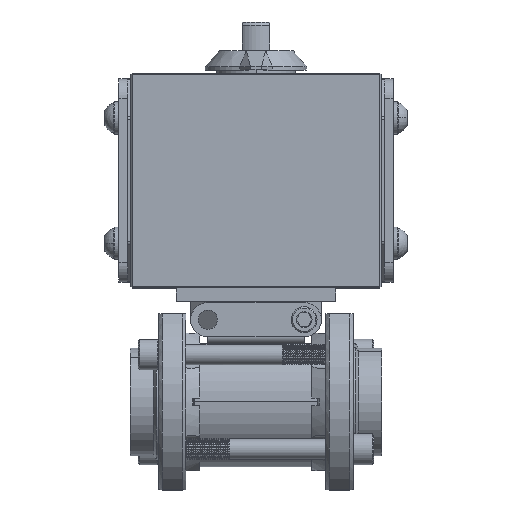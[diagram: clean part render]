
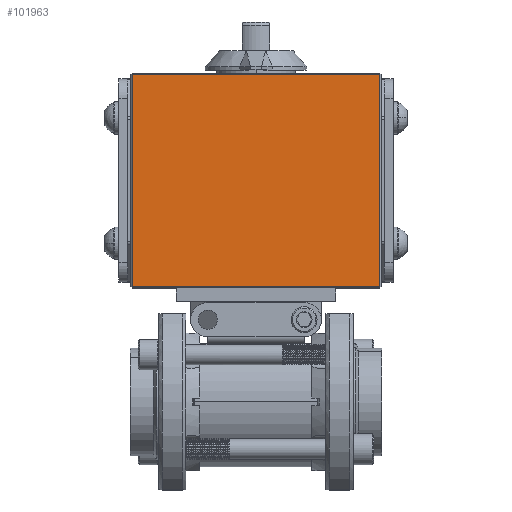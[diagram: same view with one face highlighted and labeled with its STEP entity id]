
A CAD part, top view. The second image highlights one B-rep face of the part: STEP entity #101963.
In plain terms, the highlighted planar face has unit normal (0, 0, 1).
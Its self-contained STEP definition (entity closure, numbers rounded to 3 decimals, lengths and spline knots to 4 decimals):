
#1940 = DIRECTION ( 'NONE',  ( -1., 0., 0. ) ) ;
#2924 = VECTOR ( 'NONE', #24751, 39.3701 ) ;
#5400 = LINE ( 'NONE', #64272, #2924 ) ;
#7182 = LINE ( 'NONE', #76920, #25761 ) ;
#14643 = LINE ( 'NONE', #17821, #56894 ) ;
#17821 = CARTESIAN_POINT ( 'NONE',  ( -2.275, 5.954, 1.55 ) ) ;
#18399 = VERTEX_POINT ( 'NONE', #34082 ) ;
#22858 = CARTESIAN_POINT ( 'NONE',  ( -2.255, 2.094, 1.55 ) ) ;
#24751 = DIRECTION ( 'NONE',  ( 0., 1., 0. ) ) ;
#25426 = ORIENTED_EDGE ( 'NONE', *, *, #99489, .T. ) ;
#25761 = VECTOR ( 'NONE', #29361, 39.3701 ) ;
#29006 = PLANE ( 'NONE',  #75604 ) ;
#29361 = DIRECTION ( 'NONE',  ( 1., 0., 0. ) ) ;
#34082 = CARTESIAN_POINT ( 'NONE',  ( -2.255, 5.954, 1.55 ) ) ;
#38937 = EDGE_LOOP ( 'NONE', ( #25426, #59739, #53557, #46034 ) ) ;
#45430 = DIRECTION ( 'NONE',  ( 0., -1., 0. ) ) ;
#46034 = ORIENTED_EDGE ( 'NONE', *, *, #74544, .T. ) ;
#49992 = VECTOR ( 'NONE', #45430, 39.3701 ) ;
#52489 = LINE ( 'NONE', #77008, #49992 ) ;
#53557 = ORIENTED_EDGE ( 'NONE', *, *, #86864, .T. ) ;
#56894 = VECTOR ( 'NONE', #1940, 39.3701 ) ;
#57149 = FACE_OUTER_BOUND ( 'NONE', #38937, .T. ) ;
#59739 = ORIENTED_EDGE ( 'NONE', *, *, #92503, .T. ) ;
#60596 = DIRECTION ( 'NONE',  ( 0., 0., -1. ) ) ;
#64272 = CARTESIAN_POINT ( 'NONE',  ( 2.251, 5.974, 1.55 ) ) ;
#68565 = CARTESIAN_POINT ( 'NONE',  ( -2.275, 5.974, 1.55 ) ) ;
#70581 = VERTEX_POINT ( 'NONE', #79317 ) ;
#74544 = EDGE_CURVE ( 'NONE', #91722, #70581, #7182, .T. ) ;
#75604 = AXIS2_PLACEMENT_3D ( 'NONE', #68565, #60596, #84575 ) ;
#76920 = CARTESIAN_POINT ( 'NONE',  ( -2.275, 2.094, 1.55 ) ) ;
#77008 = CARTESIAN_POINT ( 'NONE',  ( -2.255, 2.074, 1.55 ) ) ;
#79317 = CARTESIAN_POINT ( 'NONE',  ( 2.251, 2.094, 1.55 ) ) ;
#84575 = DIRECTION ( 'NONE',  ( 0., -1., 0. ) ) ;
#86864 = EDGE_CURVE ( 'NONE', #18399, #91722, #52489, .T. ) ;
#86908 = VERTEX_POINT ( 'NONE', #93335 ) ;
#91722 = VERTEX_POINT ( 'NONE', #22858 ) ;
#92503 = EDGE_CURVE ( 'NONE', #86908, #18399, #14643, .T. ) ;
#93335 = CARTESIAN_POINT ( 'NONE',  ( 2.251, 5.954, 1.55 ) ) ;
#99489 = EDGE_CURVE ( 'NONE', #70581, #86908, #5400, .T. ) ;
#101963 = ADVANCED_FACE ( 'NONE', ( #57149 ), #29006, .F. ) ;
